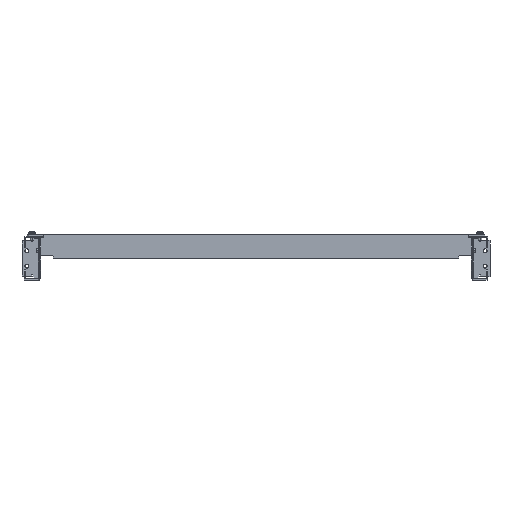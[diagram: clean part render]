
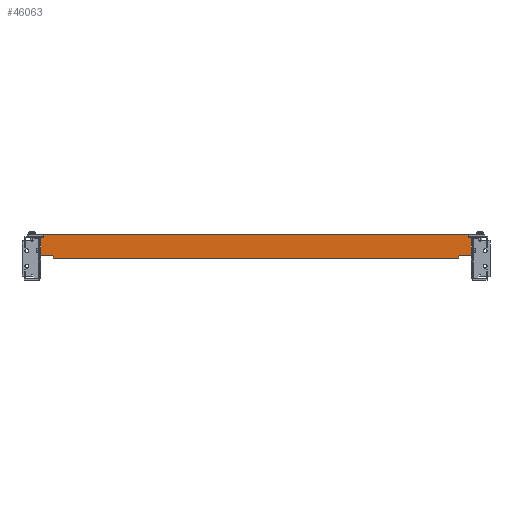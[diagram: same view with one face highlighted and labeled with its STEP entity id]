
A CAD part, left-side view. The second image highlights one B-rep face of the part: STEP entity #46063.
In plain terms, the highlighted planar face has unit normal (-1, 0, 0).
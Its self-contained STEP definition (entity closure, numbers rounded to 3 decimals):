
#391 = EDGE_CURVE ( 'NONE', #8495, #23356, #34688, .T. ) ;
#458 = CARTESIAN_POINT ( 'NONE',  ( -102., 231.751, 2.227 ) ) ;
#1196 = ORIENTED_EDGE ( 'NONE', *, *, #12233, .F. ) ;
#1568 = ORIENTED_EDGE ( 'NONE', *, *, #21366, .F. ) ;
#1607 = DIRECTION ( 'NONE',  ( 0., 1., 0. ) ) ;
#1714 = CARTESIAN_POINT ( 'NONE',  ( -102., 0., 19.5 ) ) ;
#1961 = ORIENTED_EDGE ( 'NONE', *, *, #10927, .F. ) ;
#2420 = CARTESIAN_POINT ( 'NONE',  ( -102., -432.841, 4.698 ) ) ;
#2459 = VECTOR ( 'NONE', #35769, 1000. ) ;
#3880 = CARTESIAN_POINT ( 'NONE',  ( -102., 0., 5.5 ) ) ;
#5413 = LINE ( 'NONE', #41153, #15940 ) ;
#5452 = LINE ( 'NONE', #21697, #37824 ) ;
#6179 = EDGE_CURVE ( 'NONE', #8495, #24508, #8181, .T. ) ;
#7380 = VERTEX_POINT ( 'NONE', #18034 ) ;
#7398 = VECTOR ( 'NONE', #32600, 1000. ) ;
#7598 = EDGE_CURVE ( 'NONE', #11885, #33572, #20571, .T. ) ;
#8129 = CARTESIAN_POINT ( 'NONE',  ( -102., 232.437, 3.894 ) ) ;
#8181 = LINE ( 'NONE', #20847, #2459 ) ;
#8495 = VERTEX_POINT ( 'NONE', #30893 ) ;
#9673 = DIRECTION ( 'NONE',  ( 1., 0., 0. ) ) ;
#10927 = EDGE_CURVE ( 'NONE', #39936, #21281, #50418, .T. ) ;
#10991 = ORIENTED_EDGE ( 'NONE', *, *, #40159, .T. ) ;
#11000 = CARTESIAN_POINT ( 'NONE',  ( -102., 233.25, 5.5 ) ) ;
#11496 = DIRECTION ( 'NONE',  ( 0., 0., 1. ) ) ;
#11711 = B_SPLINE_CURVE_WITH_KNOTS ( 'NONE', 3,
 ( #42523, #2420, #46616, #19908, #43295, #27848 ),
 .UNSPECIFIED., .F., .F.,
 ( 4, 2, 4 ),
 ( 0.011, 0.014, 0.017 ),
 .UNSPECIFIED. ) ;
#11885 = VERTEX_POINT ( 'NONE', #39699 ) ;
#12233 = EDGE_CURVE ( 'NONE', #24508, #34488, #33384, .T. ) ;
#12644 = VECTOR ( 'NONE', #42698, 1000. ) ;
#13222 = LINE ( 'NONE', #28932, #21679 ) ;
#13294 = VECTOR ( 'NONE', #15669, 1000. ) ;
#13414 = VERTEX_POINT ( 'NONE', #18951 ) ;
#14335 = DIRECTION ( 'NONE',  ( 0., 0., -1. ) ) ;
#14478 = VERTEX_POINT ( 'NONE', #24417 ) ;
#15669 = DIRECTION ( 'NONE',  ( 0., 0., 1. ) ) ;
#15700 = DIRECTION ( 'NONE',  ( 0., -1., 0. ) ) ;
#15940 = VECTOR ( 'NONE', #48102, 1000. ) ;
#16177 = CARTESIAN_POINT ( 'NONE',  ( -102., -448.25, 38.5 ) ) ;
#16937 = VECTOR ( 'NONE', #14335, 1000. ) ;
#18034 = CARTESIAN_POINT ( 'NONE',  ( -102., 233.25, 5.5 ) ) ;
#18727 = EDGE_CURVE ( 'NONE', #28645, #34488, #23753, .T. ) ;
#18951 = CARTESIAN_POINT ( 'NONE',  ( -102., -431.25, 0.5 ) ) ;
#19227 = ORIENTED_EDGE ( 'NONE', *, *, #6179, .F. ) ;
#19580 = CARTESIAN_POINT ( 'NONE',  ( -102., 0., 5.5 ) ) ;
#19908 = CARTESIAN_POINT ( 'NONE',  ( -102., -431.751, 2.227 ) ) ;
#19956 = DIRECTION ( 'NONE',  ( 0., 1., 0. ) ) ;
#20571 = LINE ( 'NONE', #31843, #13294 ) ;
#20847 = CARTESIAN_POINT ( 'NONE',  ( -102., 0., 33.5 ) ) ;
#21281 = VERTEX_POINT ( 'NONE', #43023 ) ;
#21313 = CARTESIAN_POINT ( 'NONE',  ( -102., 253.25, 19.5 ) ) ;
#21366 = EDGE_CURVE ( 'NONE', #13414, #14478, #5452, .T. ) ;
#21472 = ORIENTED_EDGE ( 'NONE', *, *, #41428, .T. ) ;
#21679 = VECTOR ( 'NONE', #19956, 1000. ) ;
#21697 = CARTESIAN_POINT ( 'NONE',  ( -102., 0., 0.5 ) ) ;
#21700 = B_SPLINE_CURVE_WITH_KNOTS ( 'NONE', 3,
 ( #11000, #42392, #8129, #458, #27194, #31049 ),
 .UNSPECIFIED., .F., .F.,
 ( 4, 2, 4 ),
 ( 0.011, 0.014, 0.017 ),
 .UNSPECIFIED. ) ;
#22917 = VECTOR ( 'NONE', #15700, 1000. ) ;
#23356 = VERTEX_POINT ( 'NONE', #16177 ) ;
#23523 = CARTESIAN_POINT ( 'NONE',  ( -102., -448.25, 5.5 ) ) ;
#23753 = LINE ( 'NONE', #23523, #40567 ) ;
#23924 = CARTESIAN_POINT ( 'NONE',  ( -102., 0., 5.5 ) ) ;
#24417 = CARTESIAN_POINT ( 'NONE',  ( -102., 231.25, 0.5 ) ) ;
#24508 = VERTEX_POINT ( 'NONE', #30530 ) ;
#25418 = LINE ( 'NONE', #21313, #7398 ) ;
#25478 = EDGE_CURVE ( 'NONE', #21281, #32321, #25418, .T. ) ;
#26190 = CARTESIAN_POINT ( 'NONE',  ( -102., -453.25, 19.5 ) ) ;
#26376 = EDGE_LOOP ( 'NONE', ( #21472, #50730, #1196, #19227, #43635, #40550, #28412, #40784, #49124, #1961, #47605, #10991, #1568, #31973 ) ) ;
#27194 = CARTESIAN_POINT ( 'NONE',  ( -102., 231.472, 1.373 ) ) ;
#27770 = LINE ( 'NONE', #19580, #12644 ) ;
#27848 = CARTESIAN_POINT ( 'NONE',  ( -102., -431.25, 0.5 ) ) ;
#27924 = EDGE_CURVE ( 'NONE', #34312, #13414, #11711, .T. ) ;
#28412 = ORIENTED_EDGE ( 'NONE', *, *, #7598, .F. ) ;
#28624 = CARTESIAN_POINT ( 'NONE',  ( -102., -433.25, 5.5 ) ) ;
#28645 = VERTEX_POINT ( 'NONE', #49729 ) ;
#28748 = CARTESIAN_POINT ( 'NONE',  ( -102., 248.25, 5.5 ) ) ;
#28932 = CARTESIAN_POINT ( 'NONE',  ( -102., 248.25, 33.5 ) ) ;
#28971 = EDGE_CURVE ( 'NONE', #23356, #33572, #5413, .T. ) ;
#30530 = CARTESIAN_POINT ( 'NONE',  ( -102., -453.25, 33.5 ) ) ;
#30893 = CARTESIAN_POINT ( 'NONE',  ( -102., -448.25, 33.5 ) ) ;
#31049 = CARTESIAN_POINT ( 'NONE',  ( -102., 231.25, 0.5 ) ) ;
#31843 = CARTESIAN_POINT ( 'NONE',  ( -102., 248.25, 19.5 ) ) ;
#31973 = ORIENTED_EDGE ( 'NONE', *, *, #27924, .F. ) ;
#31975 = DIRECTION ( 'NONE',  ( 0., -1., 0. ) ) ;
#32321 = VERTEX_POINT ( 'NONE', #43237 ) ;
#32600 = DIRECTION ( 'NONE',  ( 0., 0., 1. ) ) ;
#33384 = LINE ( 'NONE', #26190, #16937 ) ;
#33572 = VERTEX_POINT ( 'NONE', #41319 ) ;
#34263 = CARTESIAN_POINT ( 'NONE',  ( -102., -453.25, 5.5 ) ) ;
#34312 = VERTEX_POINT ( 'NONE', #28624 ) ;
#34488 = VERTEX_POINT ( 'NONE', #34263 ) ;
#34688 = LINE ( 'NONE', #43155, #45863 ) ;
#35769 = DIRECTION ( 'NONE',  ( 0., -1., 0. ) ) ;
#37795 = EDGE_CURVE ( 'NONE', #39936, #7380, #27770, .T. ) ;
#37824 = VECTOR ( 'NONE', #1607, 1000. ) ;
#39165 = DIRECTION ( 'NONE',  ( 0., 1., 0. ) ) ;
#39364 = LINE ( 'NONE', #23924, #22917 ) ;
#39699 = CARTESIAN_POINT ( 'NONE',  ( -102., 248.25, 33.5 ) ) ;
#39936 = VERTEX_POINT ( 'NONE', #28748 ) ;
#40159 = EDGE_CURVE ( 'NONE', #7380, #14478, #21700, .T. ) ;
#40550 = ORIENTED_EDGE ( 'NONE', *, *, #28971, .T. ) ;
#40567 = VECTOR ( 'NONE', #31975, 1000. ) ;
#40784 = ORIENTED_EDGE ( 'NONE', *, *, #47610, .T. ) ;
#41153 = CARTESIAN_POINT ( 'NONE',  ( -102., 0., 38.5 ) ) ;
#41319 = CARTESIAN_POINT ( 'NONE',  ( -102., 248.25, 38.5 ) ) ;
#41428 = EDGE_CURVE ( 'NONE', #34312, #28645, #39364, .T. ) ;
#42392 = CARTESIAN_POINT ( 'NONE',  ( -102., 232.841, 4.698 ) ) ;
#42523 = CARTESIAN_POINT ( 'NONE',  ( -102., -433.25, 5.5 ) ) ;
#42698 = DIRECTION ( 'NONE',  ( 0., -1., 0. ) ) ;
#43023 = CARTESIAN_POINT ( 'NONE',  ( -102., 253.25, 5.5 ) ) ;
#43155 = CARTESIAN_POINT ( 'NONE',  ( -102., -448.25, 33.5 ) ) ;
#43237 = CARTESIAN_POINT ( 'NONE',  ( -102., 253.25, 33.5 ) ) ;
#43295 = CARTESIAN_POINT ( 'NONE',  ( -102., -431.472, 1.373 ) ) ;
#43635 = ORIENTED_EDGE ( 'NONE', *, *, #391, .T. ) ;
#45183 = DIRECTION ( 'NONE',  ( 0., 0., -1. ) ) ;
#45863 = VECTOR ( 'NONE', #11496, 1000. ) ;
#46063 = ADVANCED_FACE ( 'NONE', ( #47243 ), #49507, .F. ) ;
#46616 = CARTESIAN_POINT ( 'NONE',  ( -102., -432.437, 3.894 ) ) ;
#47243 = FACE_OUTER_BOUND ( 'NONE', #26376, .T. ) ;
#47605 = ORIENTED_EDGE ( 'NONE', *, *, #37795, .T. ) ;
#47610 = EDGE_CURVE ( 'NONE', #11885, #32321, #13222, .T. ) ;
#48102 = DIRECTION ( 'NONE',  ( 0., 1., 0. ) ) ;
#49124 = ORIENTED_EDGE ( 'NONE', *, *, #25478, .F. ) ;
#49507 = PLANE ( 'NONE',  #50188 ) ;
#49729 = CARTESIAN_POINT ( 'NONE',  ( -102., -448.25, 5.5 ) ) ;
#50072 = VECTOR ( 'NONE', #39165, 1000. ) ;
#50188 = AXIS2_PLACEMENT_3D ( 'NONE', #1714, #9673, #45183 ) ;
#50418 = LINE ( 'NONE', #3880, #50072 ) ;
#50730 = ORIENTED_EDGE ( 'NONE', *, *, #18727, .T. ) ;
